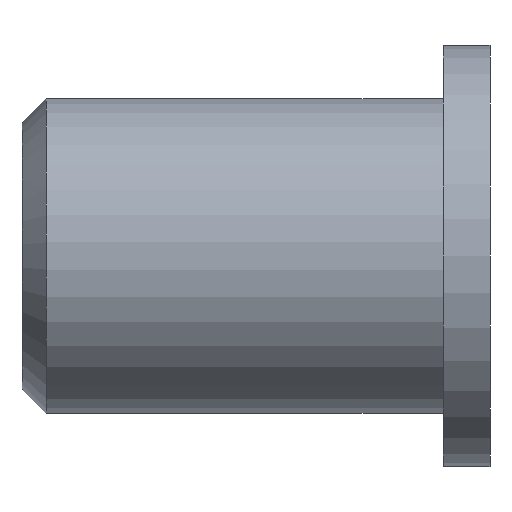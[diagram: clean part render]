
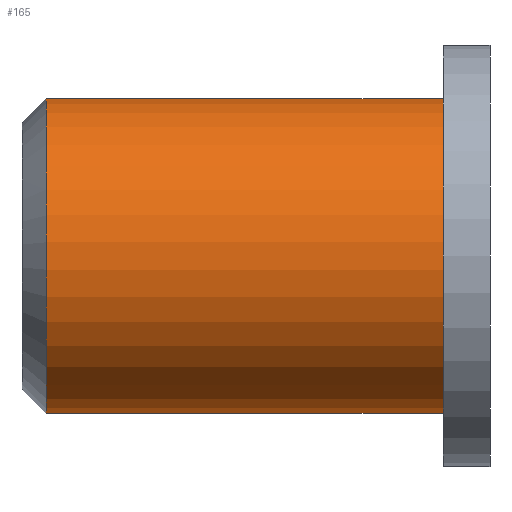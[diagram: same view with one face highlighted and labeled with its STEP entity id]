
A CAD part, left-side view. The second image highlights one B-rep face of the part: STEP entity #165.
In plain terms, the highlighted cylindrical face has radius 3 mm (diameter 6 mm), a partial arc.
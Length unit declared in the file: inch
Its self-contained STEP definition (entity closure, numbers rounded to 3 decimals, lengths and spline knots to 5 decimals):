
#18=CYLINDRICAL_SURFACE('',#184,0.11811);
#36=FACE_OUTER_BOUND('',#50,.T.);
#50=EDGE_LOOP('',(#145,#146,#147,#148));
#55=CIRCLE('',#175,0.11811);
#57=CIRCLE('',#178,0.11811);
#63=LINE('',#247,#73);
#69=LINE('',#285,#79);
#73=VECTOR('',#199,0.29689);
#79=VECTOR('',#227,0.29689);
#85=VERTEX_POINT('',#245);
#86=VERTEX_POINT('',#246);
#89=VERTEX_POINT('',#263);
#91=VERTEX_POINT('',#275);
#99=EDGE_CURVE('',#85,#86,#63,.T.);
#106=EDGE_CURVE('',#85,#89,#55,.T.);
#108=EDGE_CURVE('',#86,#91,#57,.T.);
#112=EDGE_CURVE('',#91,#89,#69,.F.);
#145=ORIENTED_EDGE('',*,*,#112,.F.);
#146=ORIENTED_EDGE('',*,*,#108,.F.);
#147=ORIENTED_EDGE('',*,*,#99,.F.);
#148=ORIENTED_EDGE('',*,*,#106,.T.);
#165=ADVANCED_FACE('',(#36),#18,.T.);
#175=AXIS2_PLACEMENT_3D('',#271,#208,#209);
#178=AXIS2_PLACEMENT_3D('',#276,#214,#215);
#184=AXIS2_PLACEMENT_3D('',#286,#228,#229);
#199=DIRECTION('',(0.,-1.,0.));
#208=DIRECTION('center_axis',(0.,-1.,0.));
#209=DIRECTION('ref_axis',(0.,0.,-1.));
#214=DIRECTION('center_axis',(0.,-1.,0.));
#215=DIRECTION('ref_axis',(0.,0.,-1.));
#227=DIRECTION('',(0.,-1.,0.));
#228=DIRECTION('center_axis',(0.,1.,0.));
#229=DIRECTION('ref_axis',(0.,0.,-1.));
#245=CARTESIAN_POINT('',(0.1175,0.29689,0.012));
#246=CARTESIAN_POINT('',(0.1175,0.,0.012));
#247=CARTESIAN_POINT('',(0.1175,0.,0.012));
#263=CARTESIAN_POINT('',(0.1175,0.29689,-0.012));
#271=CARTESIAN_POINT('Origin',(0.,0.29689,0.));
#275=CARTESIAN_POINT('',(0.1175,0.,-0.012));
#276=CARTESIAN_POINT('Origin',(0.,0.,0.));
#285=CARTESIAN_POINT('',(0.1175,0.,-0.012));
#286=CARTESIAN_POINT('Origin',(0.,0.,0.));
